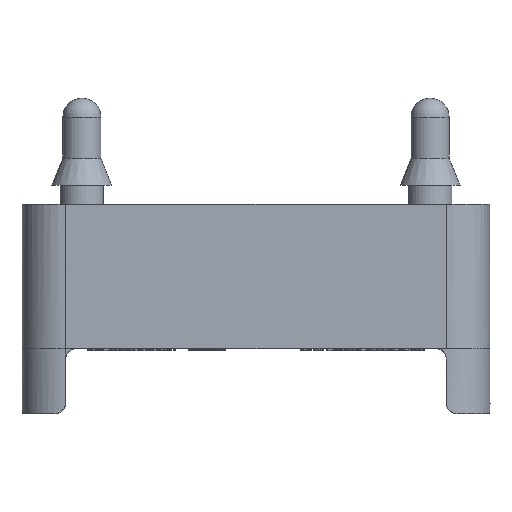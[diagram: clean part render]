
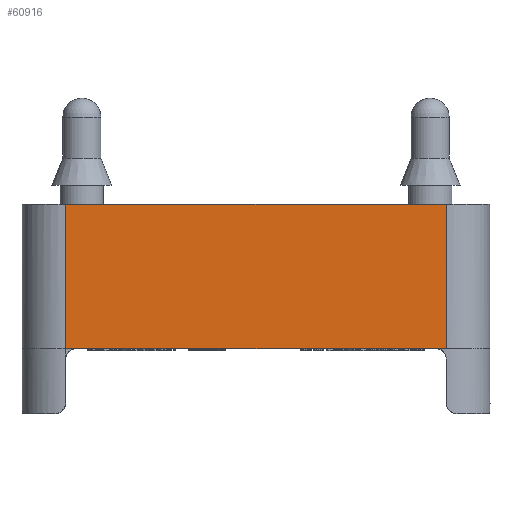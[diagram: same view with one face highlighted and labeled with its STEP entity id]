
A CAD part, front view. The second image highlights one B-rep face of the part: STEP entity #60916.
In plain terms, the highlighted planar face has unit normal (0, -1, 0).
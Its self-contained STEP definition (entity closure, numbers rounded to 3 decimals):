
#895=CARTESIAN_POINT('',(-17.472,-21.5,-2.0));
#896=VERTEX_POINT('',#895);
#3056=CARTESIAN_POINT('',(17.472,-21.5,-2.0));
#3057=VERTEX_POINT('',#3056);
#3065=CARTESIAN_POINT('',(-17.472,-21.5,-2.0));
#3066=DIRECTION('',(1.0,0.0,0.0));
#3067=VECTOR('',#3066,34.943);
#3068=LINE('',#3065,#3067);
#3069=EDGE_CURVE('',#896,#3057,#3068,.T.);
#60665=CARTESIAN_POINT('',(17.5,-21.5,-2.0));
#60666=VERTEX_POINT('',#60665);
#60676=CARTESIAN_POINT('',(17.472,-21.5,-2.0));
#60677=DIRECTION('',(1.0,0.0,0.0));
#60678=VECTOR('',#60677,0.028);
#60679=LINE('',#60676,#60678);
#60680=EDGE_CURVE('',#3057,#60666,#60679,.T.);
#60743=CARTESIAN_POINT('',(-17.5,-21.5,-2.0));
#60744=VERTEX_POINT('',#60743);
#60760=CARTESIAN_POINT('',(-17.5,-21.5,-2.0));
#60761=DIRECTION('',(1.0,0.0,0.0));
#60762=VECTOR('',#60761,0.028);
#60763=LINE('',#60760,#60762);
#60764=EDGE_CURVE('',#60744,#896,#60763,.T.);
#60847=CARTESIAN_POINT('',(17.5,-21.5,11.25));
#60848=VERTEX_POINT('',#60847);
#60856=CARTESIAN_POINT('',(17.5,-21.5,-2.0));
#60857=DIRECTION('',(0.0,0.0,1.0));
#60858=VECTOR('',#60857,13.25);
#60859=LINE('',#60856,#60858);
#60860=EDGE_CURVE('',#60666,#60848,#60859,.T.);
#60871=CARTESIAN_POINT('',(-17.5,-21.5,11.25));
#60872=VERTEX_POINT('',#60871);
#60873=CARTESIAN_POINT('',(-17.5,-21.5,-2.0));
#60874=DIRECTION('',(0.0,0.0,1.0));
#60875=VECTOR('',#60874,13.25);
#60876=LINE('',#60873,#60875);
#60877=EDGE_CURVE('',#60744,#60872,#60876,.T.);
#60898=CARTESIAN_POINT('',(17.5,-21.5,-2.0));
#60899=DIRECTION('',(0.0,-1.0,0.0));
#60900=DIRECTION('',(0.0,0.0,-1.0));
#60901=AXIS2_PLACEMENT_3D('',#60898,#60899,#60900);
#60902=PLANE('',#60901);
#60903=ORIENTED_EDGE('',*,*,#60764,.T.);
#60904=ORIENTED_EDGE('',*,*,#3069,.T.);
#60905=ORIENTED_EDGE('',*,*,#60680,.T.);
#60906=ORIENTED_EDGE('',*,*,#60860,.T.);
#60907=CARTESIAN_POINT('',(17.5,-21.5,11.25));
#60908=DIRECTION('',(-1.0,0.0,0.0));
#60909=VECTOR('',#60908,35.0);
#60910=LINE('',#60907,#60909);
#60911=EDGE_CURVE('',#60848,#60872,#60910,.T.);
#60912=ORIENTED_EDGE('',*,*,#60911,.T.);
#60913=ORIENTED_EDGE('',*,*,#60877,.F.);
#60914=EDGE_LOOP('',(#60903,#60904,#60905,#60906,#60912,#60913));
#60915=FACE_OUTER_BOUND('',#60914,.T.);
#60916=ADVANCED_FACE('',(#60915),#60902,.T.);
